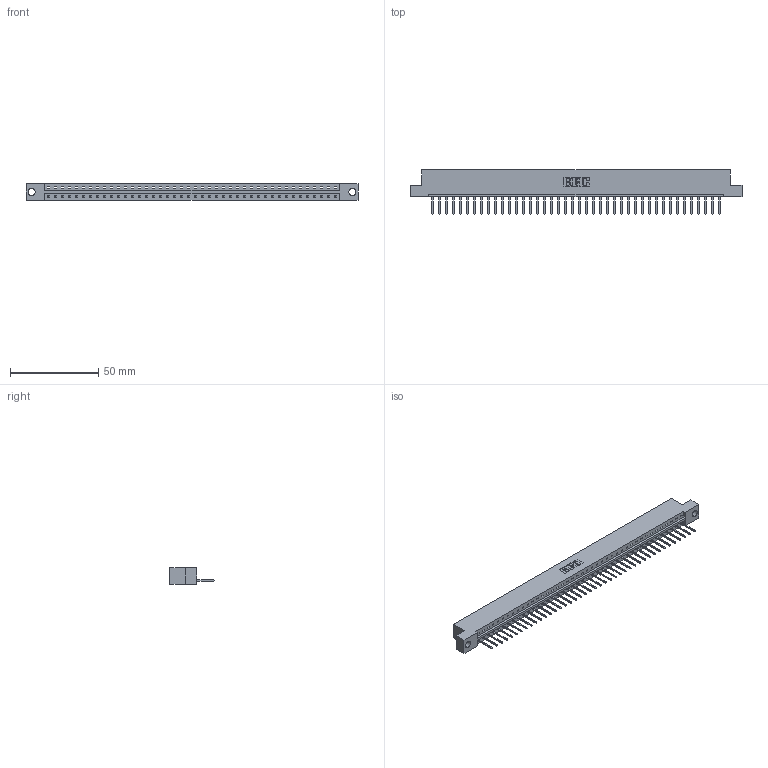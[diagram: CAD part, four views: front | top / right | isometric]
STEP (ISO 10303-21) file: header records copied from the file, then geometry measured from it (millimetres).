
FILE_DESCRIPTION (( 'STEP AP203' ), '1' );
FILE_NAME ('833-042-523-104.STEP', '2020-06-03T20:39:54', ( '' ), ( '' ), 'SwSTEP 2.0', 'SolidWorks 2020', '' );
FILE_SCHEMA (( 'CONFIG_CONTROL_DESIGN' ));
Length unit declared in the file: inch
Products named in the file (3): 833-042-523-104; 833 Part_Flush - .156 Dia - TH; 345-292-001_345-293-123
Assembly tree (43 placements, depth 2):
  833-042-523-104
    833 Part_Flush - .156 Dia - TH
    345-292-001_345-293-123  x42
Bounding box: 187.96 x 25.15 x 9.4 mm (x, y, z)
Volume: 18810 mm3; surface area: 20190.5 mm2
Topology: 43 solids, 43 shells, 2550 faces, 7703 edges, 5078 vertices
Faces by surface type: plane 1834, cylinder 716
Entity records: 25697 total; most frequent: CARTESIAN_POINT 4440, ORIENTED_EDGE 4418, DIRECTION 3745, EDGE_CURVE 2209, LINE 2081, VECTOR 2081, VERTEX_POINT 1470, AXIS2_PLACEMENT_3D 832
